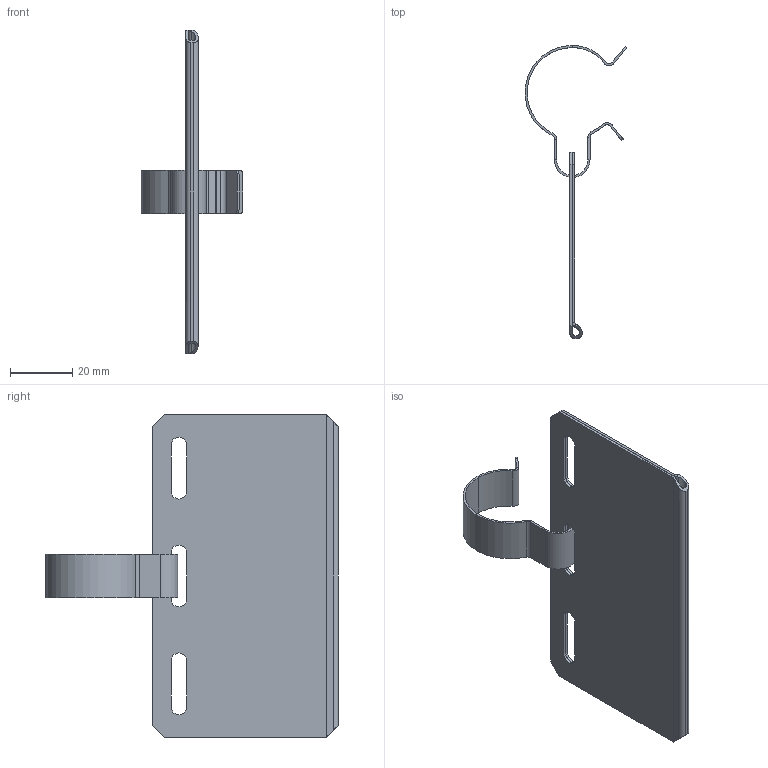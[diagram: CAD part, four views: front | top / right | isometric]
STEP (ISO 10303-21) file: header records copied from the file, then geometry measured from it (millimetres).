
FILE_DESCRIPTION(/* description */ ('KriTec Beschriftungsträger D30-100'),/* implementation_level */ '2;1');
FILE_NAME(/* name */ '22128_KriTec_Beschriftungstraeger_D30-100.stp',/* time_stamp */ '2021-01-13T10:52:21+01:00',/* author */ ('jendrek'),/* organization */ (''),/* preprocessor_version */ 'ST-DEVELOPER v17',/* originating_system */ 'Autodesk Inventor 2018',/* authorisation */ '');
FILE_SCHEMA (('AUTOMOTIVE_DESIGN { 1 0 10303 214 3 1 1 }'));
Length unit declared in the file: millimetre
Products named in the file (3): 22128; 22128_1; 22128_2
Assembly tree (2 placements, depth 2):
  22128
    22128_1
    22128_2
Bounding box: 32.74 x 94.17 x 104 mm (x, y, z)
Volume: 10701.3 mm3; surface area: 27883.8 mm2
Topology: 2 solids, 2 shells, 120 faces, 290 edges, 174 vertices
Faces by surface type: plane 78, cylinder 42
Entity records: 3588 total; most frequent: DIRECTION 630, CARTESIAN_POINT 590, ORIENTED_EDGE 580, EDGE_CURVE 290, AXIS2_PLACEMENT_3D 214, LINE 202, VECTOR 202, VERTEX_POINT 174
